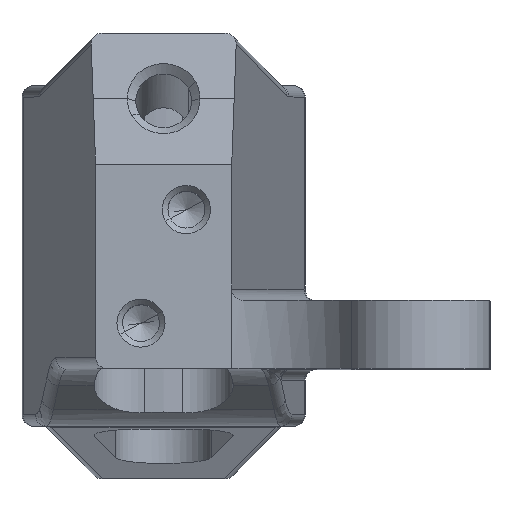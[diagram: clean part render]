
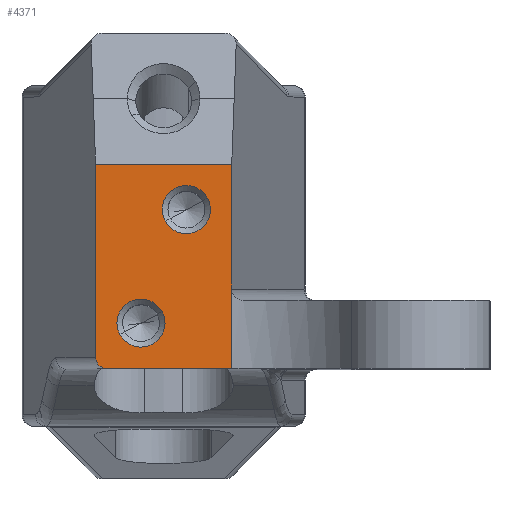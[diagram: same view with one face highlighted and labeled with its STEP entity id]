
A CAD part, top view. The second image highlights one B-rep face of the part: STEP entity #4371.
In plain terms, the highlighted planar face has unit normal (0, 0, 1).
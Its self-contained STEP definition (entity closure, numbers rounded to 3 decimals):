
#102=CARTESIAN_POINT('Vertex',(-6.,8.016,50.459)) ;
#105=CARTESIAN_POINT('Line Origine',(0.,8.016,50.459)) ;
#109=CARTESIAN_POINT('Vertex',(6.,8.016,50.459)) ;
#230=CARTESIAN_POINT('Vertex',(-6.,-9.,50.459)) ;
#233=CARTESIAN_POINT('Line Origine',(-6.,-0.492,50.459)) ;
#3498=CARTESIAN_POINT('Vertex',(6.,-3.,50.459)) ;
#4082=CARTESIAN_POINT('Control Point',(-6.,-9.,50.459)) ;
#4083=CARTESIAN_POINT('Control Point',(-6.,-9.394,50.459)) ;
#4084=CARTESIAN_POINT('Control Point',(-5.786,-9.793,50.459)) ;
#4085=CARTESIAN_POINT('Control Point',(-5.386,-10.,50.459)) ;
#4086=CARTESIAN_POINT('Control Point',(-4.991,-10.,50.459)) ;
#4087=CARTESIAN_POINT('Vertex',(-4.991,-10.,50.459)) ;
#4102=CARTESIAN_POINT('Line Origine',(6.,2.508,50.459)) ;
#4123=CARTESIAN_POINT('Line Origine',(6.,-7.,50.459)) ;
#4127=CARTESIAN_POINT('Vertex',(6.,-10.,50.459)) ;
#4129=CARTESIAN_POINT('Vertex',(6.,-4.,50.459)) ;
#4137=CARTESIAN_POINT('Line Origine',(6.,-7.,50.459)) ;
#4156=CARTESIAN_POINT('Line Origine',(0.504,-10.,50.459)) ;
#4249=CARTESIAN_POINT('Axis2P3D Location',(2.,4.,50.459)) ;
#4253=CARTESIAN_POINT('Vertex',(3.861,5.017,50.459)) ;
#4255=CARTESIAN_POINT('Vertex',(0.139,2.983,50.459)) ;
#4280=CARTESIAN_POINT('Axis2P3D Location',(2.,4.,50.459)) ;
#4335=CARTESIAN_POINT('Axis2P3D Location',(0.,8.016,50.459)) ;
#4349=CARTESIAN_POINT('Axis2P3D Location',(-2.,-6.,50.459)) ;
#4353=CARTESIAN_POINT('Vertex',(-3.861,-7.017,50.459)) ;
#4355=CARTESIAN_POINT('Vertex',(-0.139,-4.983,50.459)) ;
#4358=CARTESIAN_POINT('Axis2P3D Location',(-2.,-6.,50.459)) ;
#106=DIRECTION('Vector Direction',(1.,0.,0.)) ;
#234=DIRECTION('Vector Direction',(0.,1.,0.)) ;
#4103=DIRECTION('Vector Direction',(0.,1.,0.)) ;
#4124=DIRECTION('Vector Direction',(0.,1.,0.)) ;
#4138=DIRECTION('Vector Direction',(0.,1.,0.)) ;
#4157=DIRECTION('Vector Direction',(1.,0.,0.)) ;
#4250=DIRECTION('Axis2P3D Direction',(0.,0.,1.)) ;
#4281=DIRECTION('Axis2P3D Direction',(0.,0.,1.)) ;
#4336=DIRECTION('Axis2P3D Direction',(-0.,0.,1.)) ;
#4337=DIRECTION('Axis2P3D XDirection',(0.,-1.,0.)) ;
#4350=DIRECTION('Axis2P3D Direction',(-0.,0.,1.)) ;
#4359=DIRECTION('Axis2P3D Direction',(-0.,0.,1.)) ;
#4251=AXIS2_PLACEMENT_3D('Circle Axis2P3D',#4249,#4250,$) ;
#4282=AXIS2_PLACEMENT_3D('Circle Axis2P3D',#4280,#4281,$) ;
#4338=AXIS2_PLACEMENT_3D('Plane Axis2P3D',#4335,#4336,#4337) ;
#4351=AXIS2_PLACEMENT_3D('Circle Axis2P3D',#4349,#4350,$) ;
#4360=AXIS2_PLACEMENT_3D('Circle Axis2P3D',#4358,#4359,$) ;
#4341=ORIENTED_EDGE('',*,*,#4160,.T.) ;
#4342=ORIENTED_EDGE('',*,*,#4131,.T.) ;
#4343=ORIENTED_EDGE('',*,*,#4141,.F.) ;
#4344=ORIENTED_EDGE('',*,*,#4106,.T.) ;
#4345=ORIENTED_EDGE('',*,*,#111,.F.) ;
#4346=ORIENTED_EDGE('',*,*,#237,.F.) ;
#4347=ORIENTED_EDGE('',*,*,#4089,.T.) ;
#4364=ORIENTED_EDGE('',*,*,#4357,.F.) ;
#4365=ORIENTED_EDGE('',*,*,#4362,.F.) ;
#4368=ORIENTED_EDGE('',*,*,#4284,.F.) ;
#4369=ORIENTED_EDGE('',*,*,#4257,.F.) ;
#4366=FACE_BOUND('',#4363,.T.) ;
#4370=FACE_BOUND('',#4367,.T.) ;
#107=VECTOR('Line Direction',#106,1.) ;
#235=VECTOR('Line Direction',#234,1.) ;
#4104=VECTOR('Line Direction',#4103,1.) ;
#4125=VECTOR('Line Direction',#4124,1.) ;
#4139=VECTOR('Line Direction',#4138,1.) ;
#4158=VECTOR('Line Direction',#4157,1.) ;
#4371=ADVANCED_FACE('Corps principal',(#4348,#4366,#4370),#4339,.T.) ;
#4081=B_SPLINE_CURVE_WITH_KNOTS('',4,(#4082,#4083,#4084,#4085,#4086),.UNSPECIFIED.,.F.,.U.,(5,5),(0.,2.231),.UNSPECIFIED.) ;
#4252=CIRCLE('generated circle',#4251,2.121) ;
#4283=CIRCLE('generated circle',#4282,2.121) ;
#4352=CIRCLE('generated circle',#4351,2.121) ;
#4361=CIRCLE('generated circle',#4360,2.121) ;
#111=EDGE_CURVE('',#103,#110,#108,.T.) ;
#237=EDGE_CURVE('',#231,#103,#236,.T.) ;
#4089=EDGE_CURVE('',#231,#4088,#4081,.T.) ;
#4106=EDGE_CURVE('',#3499,#110,#4105,.T.) ;
#4131=EDGE_CURVE('',#4128,#4130,#4126,.T.) ;
#4141=EDGE_CURVE('',#3499,#4130,#4140,.F.) ;
#4160=EDGE_CURVE('',#4088,#4128,#4159,.T.) ;
#4257=EDGE_CURVE('',#4254,#4256,#4252,.T.) ;
#4284=EDGE_CURVE('',#4256,#4254,#4283,.T.) ;
#4357=EDGE_CURVE('',#4354,#4356,#4352,.T.) ;
#4362=EDGE_CURVE('',#4356,#4354,#4361,.T.) ;
#4340=EDGE_LOOP('',(#4341,#4342,#4343,#4344,#4345,#4346,#4347)) ;
#4363=EDGE_LOOP('',(#4364,#4365)) ;
#4367=EDGE_LOOP('',(#4368,#4369)) ;
#4348=FACE_OUTER_BOUND('',#4340,.T.) ;
#108=LINE('Line',#105,#107) ;
#236=LINE('Line',#233,#235) ;
#4105=LINE('Line',#4102,#4104) ;
#4126=LINE('Line',#4123,#4125) ;
#4140=LINE('Line',#4137,#4139) ;
#4159=LINE('Line',#4156,#4158) ;
#4339=PLANE('Plane',#4338) ;
#103=VERTEX_POINT('',#102) ;
#110=VERTEX_POINT('',#109) ;
#231=VERTEX_POINT('',#230) ;
#3499=VERTEX_POINT('',#3498) ;
#4088=VERTEX_POINT('',#4087) ;
#4128=VERTEX_POINT('',#4127) ;
#4130=VERTEX_POINT('',#4129) ;
#4254=VERTEX_POINT('',#4253) ;
#4256=VERTEX_POINT('',#4255) ;
#4354=VERTEX_POINT('',#4353) ;
#4356=VERTEX_POINT('',#4355) ;
